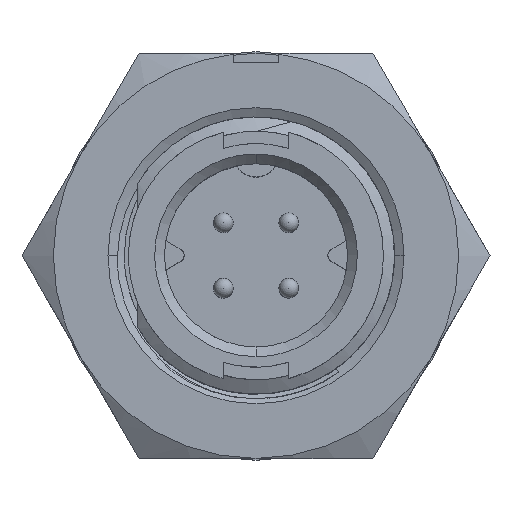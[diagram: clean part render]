
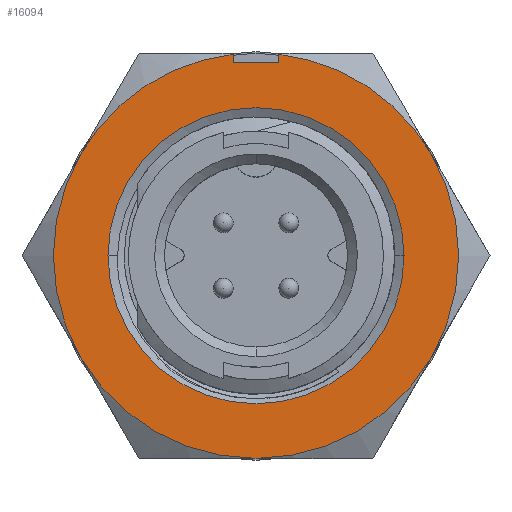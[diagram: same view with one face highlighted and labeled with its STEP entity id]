
A CAD part, top view. The second image highlights one B-rep face of the part: STEP entity #16094.
In plain terms, the highlighted planar face has unit normal (0, 0, 1).
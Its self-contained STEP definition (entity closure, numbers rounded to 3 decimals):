
#4878 = DIRECTION ( 'NONE',  ( 1., 0., 0. ) ) ;
#4879 = DIRECTION ( 'NONE',  ( 0., 0., 1. ) ) ;
#4881 = CARTESIAN_POINT ( 'NONE',  ( 0., 0., 7.341 ) ) ;
#4883 = AXIS2_PLACEMENT_3D ( 'NONE', #4881, #4879, #4878 ) ;
#4885 = CIRCLE ( 'NONE', #4883, 5.753 ) ;
#5161 = CARTESIAN_POINT ( 'NONE',  ( -5.753, 0., 7.341 ) ) ;
#5261 = CARTESIAN_POINT ( 'NONE',  ( 5.753, 0., 7.341 ) ) ;
#5355 = DIRECTION ( 'NONE',  ( 1., 0., 0. ) ) ;
#5357 = DIRECTION ( 'NONE',  ( 0., 0., 1. ) ) ;
#5359 = CARTESIAN_POINT ( 'NONE',  ( 0., 0., 7.341 ) ) ;
#5361 = CIRCLE ( 'NONE', #5366, 5.753 ) ;
#5366 = AXIS2_PLACEMENT_3D ( 'NONE', #5359, #5357, #5355 ) ;
#5889 = PLANE ( 'NONE',  #6004 ) ;
#5891 = CARTESIAN_POINT ( 'NONE',  ( -6.819, -3.937, 7.341 ) ) ;
#5894 = CARTESIAN_POINT ( 'NONE',  ( 0.889, 7.493, 7.341 ) ) ;
#5899 = DIRECTION ( 'NONE',  ( -1., 0., 0. ) ) ;
#5900 = VECTOR ( 'NONE', #5899, 1000. ) ;
#5902 = CARTESIAN_POINT ( 'NONE',  ( -0.889, 7.493, 7.341 ) ) ;
#5904 = LINE ( 'NONE', #5902, #5900 ) ;
#5906 = CARTESIAN_POINT ( 'NONE',  ( 0., -15.748, 7.341 ) ) ;
#5910 = DIRECTION ( 'NONE',  ( 0., 1., 0. ) ) ;
#5911 = VECTOR ( 'NONE', #5910, 1000. ) ;
#5913 = CARTESIAN_POINT ( 'NONE',  ( -0.889, 8.938, 7.341 ) ) ;
#5915 = LINE ( 'NONE', #5913, #5911 ) ;
#5917 = CARTESIAN_POINT ( 'NONE',  ( -6.819, 3.937, 7.341 ) ) ;
#5923 = CIRCLE ( 'NONE', #5995, 7.874 ) ;
#5928 = CARTESIAN_POINT ( 'NONE',  ( -0.889, 7.493, 7.341 ) ) ;
#5966 = AXIS2_PLACEMENT_3D ( 'NONE', #6043, #6041, #6039 ) ;
#5971 = AXIS2_PLACEMENT_3D ( 'NONE', #6068, #6066, #6064 ) ;
#5979 = DIRECTION ( 'NONE',  ( -1., 0., 0. ) ) ;
#5981 = DIRECTION ( 'NONE',  ( 0., 0., -1. ) ) ;
#5982 = CARTESIAN_POINT ( 'NONE',  ( 0., 0., 7.341 ) ) ;
#5985 = DIRECTION ( 'NONE',  ( -1., 0., 0. ) ) ;
#5987 = DIRECTION ( 'NONE',  ( 0., 0., -1. ) ) ;
#5990 = CARTESIAN_POINT ( 'NONE',  ( 0., -7.874, 7.341 ) ) ;
#5992 = CARTESIAN_POINT ( 'NONE',  ( 6.819, 3.937, 7.341 ) ) ;
#5995 = AXIS2_PLACEMENT_3D ( 'NONE', #5982, #5981, #5979 ) ;
#5997 = CARTESIAN_POINT ( 'NONE',  ( -0.889, 7.824, 7.341 ) ) ;
#6000 = CARTESIAN_POINT ( 'NONE',  ( 0.889, 7.824, 7.341 ) ) ;
#6002 = FACE_BOUND ( 'NONE', #15979, .T. ) ;
#6004 = AXIS2_PLACEMENT_3D ( 'NONE', #5906, #5987, #5985 ) ;
#6006 = FACE_OUTER_BOUND ( 'NONE', #16092, .T. ) ;
#6011 = DIRECTION ( 'NONE',  ( 0., 0., -1. ) ) ;
#6013 = CARTESIAN_POINT ( 'NONE',  ( 0., 0., 7.341 ) ) ;
#6014 = AXIS2_PLACEMENT_3D ( 'NONE', #6013, #6011, #6145 ) ;
#6016 = CIRCLE ( 'NONE', #6014, 7.874 ) ;
#6018 = LINE ( 'NONE', #6121, #6100 ) ;
#6026 = DIRECTION ( 'NONE',  ( 0., 1., 0. ) ) ;
#6028 = DIRECTION ( 'NONE',  ( 0., 0., -1. ) ) ;
#6030 = CARTESIAN_POINT ( 'NONE',  ( 0., 0., 7.341 ) ) ;
#6032 = AXIS2_PLACEMENT_3D ( 'NONE', #6030, #6028, #6026 ) ;
#6034 = CIRCLE ( 'NONE', #6032, 7.874 ) ;
#6039 = DIRECTION ( 'NONE',  ( -1., 0., 0. ) ) ;
#6041 = DIRECTION ( 'NONE',  ( 0., 0., -1. ) ) ;
#6043 = CARTESIAN_POINT ( 'NONE',  ( 0., 0., 7.341 ) ) ;
#6051 = CIRCLE ( 'NONE', #5966, 7.874 ) ;
#6053 = DIRECTION ( 'NONE',  ( 0., 1., 0. ) ) ;
#6055 = DIRECTION ( 'NONE',  ( 0., 0., -1. ) ) ;
#6057 = CARTESIAN_POINT ( 'NONE',  ( 0., 0., 7.341 ) ) ;
#6058 = CIRCLE ( 'NONE', #6075, 7.874 ) ;
#6064 = DIRECTION ( 'NONE',  ( -1., 0., 0. ) ) ;
#6066 = DIRECTION ( 'NONE',  ( 0., 0., -1. ) ) ;
#6068 = CARTESIAN_POINT ( 'NONE',  ( 0., 0., 7.341 ) ) ;
#6069 = CIRCLE ( 'NONE', #5971, 7.874 ) ;
#6072 = CARTESIAN_POINT ( 'NONE',  ( 6.819, -3.937, 7.341 ) ) ;
#6075 = AXIS2_PLACEMENT_3D ( 'NONE', #6057, #6055, #6053 ) ;
#6098 = DIRECTION ( 'NONE',  ( 0., -1., 0. ) ) ;
#6100 = VECTOR ( 'NONE', #6098, 1000. ) ;
#6121 = CARTESIAN_POINT ( 'NONE',  ( 0.889, 8.938, 7.341 ) ) ;
#6145 = DIRECTION ( 'NONE',  ( -1., 0., 0. ) ) ;
#12853 = EDGE_CURVE ( 'NONE', #15911, #15904, #4885, .T. ) ;
#15904 = VERTEX_POINT ( 'NONE', #5161 ) ;
#15911 = VERTEX_POINT ( 'NONE', #5261 ) ;
#15979 = EDGE_LOOP ( 'NONE', ( #16098, #16101 ) ) ;
#16009 = EDGE_CURVE ( 'NONE', #15904, #15911, #5361, .T. ) ;
#16080 = ORIENTED_EDGE ( 'NONE', *, *, #16082, .T. ) ;
#16081 = EDGE_CURVE ( 'NONE', #16083, #16099, #5915, .T. ) ;
#16082 = EDGE_CURVE ( 'NONE', #16093, #16083, #5904, .T. ) ;
#16083 = VERTEX_POINT ( 'NONE', #5928 ) ;
#16088 = VERTEX_POINT ( 'NONE', #5917 ) ;
#16091 = VERTEX_POINT ( 'NONE', #5891 ) ;
#16092 = EDGE_LOOP ( 'NONE', ( #16080, #16116, #16113, #16110, #16105, #16115, #16111, #16129, #16125 ) ) ;
#16093 = VERTEX_POINT ( 'NONE', #5894 ) ;
#16094 = ADVANCED_FACE ( 'NONE', ( #6002, #6006 ), #5889, .F. ) ;
#16096 = EDGE_CURVE ( 'NONE', #16088, #16099, #5923, .T. ) ;
#16097 = VERTEX_POINT ( 'NONE', #5992 ) ;
#16098 = ORIENTED_EDGE ( 'NONE', *, *, #12853, .F. ) ;
#16099 = VERTEX_POINT ( 'NONE', #5997 ) ;
#16101 = ORIENTED_EDGE ( 'NONE', *, *, #16009, .F. ) ;
#16103 = VERTEX_POINT ( 'NONE', #5990 ) ;
#16104 = EDGE_CURVE ( 'NONE', #16103, #16091, #6069, .T. ) ;
#16105 = ORIENTED_EDGE ( 'NONE', *, *, #16104, .F. ) ;
#16106 = EDGE_CURVE ( 'NONE', #16114, #16097, #6058, .T. ) ;
#16107 = VERTEX_POINT ( 'NONE', #6072 ) ;
#16109 = EDGE_CURVE ( 'NONE', #16107, #16103, #6051, .T. ) ;
#16110 = ORIENTED_EDGE ( 'NONE', *, *, #16112, .F. ) ;
#16111 = ORIENTED_EDGE ( 'NONE', *, *, #16117, .F. ) ;
#16112 = EDGE_CURVE ( 'NONE', #16091, #16088, #6034, .T. ) ;
#16113 = ORIENTED_EDGE ( 'NONE', *, *, #16096, .F. ) ;
#16114 = VERTEX_POINT ( 'NONE', #6000 ) ;
#16115 = ORIENTED_EDGE ( 'NONE', *, *, #16109, .F. ) ;
#16116 = ORIENTED_EDGE ( 'NONE', *, *, #16081, .T. ) ;
#16117 = EDGE_CURVE ( 'NONE', #16097, #16107, #6016, .T. ) ;
#16125 = ORIENTED_EDGE ( 'NONE', *, *, #16131, .T. ) ;
#16129 = ORIENTED_EDGE ( 'NONE', *, *, #16106, .F. ) ;
#16131 = EDGE_CURVE ( 'NONE', #16114, #16093, #6018, .T. ) ;
